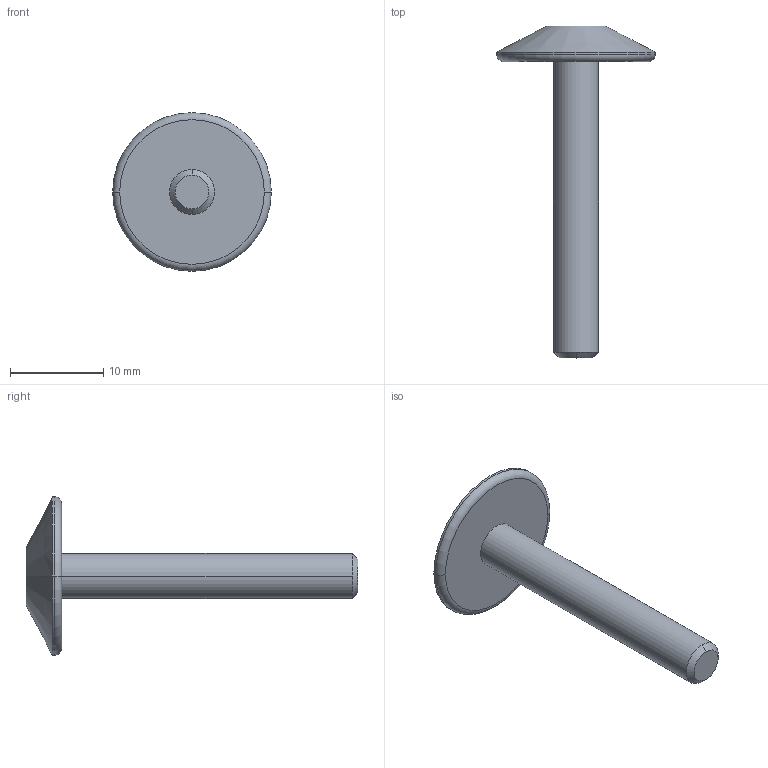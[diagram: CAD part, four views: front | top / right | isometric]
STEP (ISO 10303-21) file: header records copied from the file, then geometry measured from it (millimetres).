
FILE_DESCRIPTION (( 'STEP AP203' ), '1' );
FILE_NAME ('REV-21-3738.STEP', '2024-12-10T17:10:16', ( '' ), ( '' ), 'SwSTEP 2.0', 'SolidWorks 2022', '' );
FILE_SCHEMA (( 'CONFIG_CONTROL_DESIGN' ));
Length unit declared in the file: inch
Products named in the file (1): REV-21-3738
Bounding box: 17 x 35.56 x 17 mm (x, y, z)
Volume: 1089.4 mm3; surface area: 1046.3 mm2
Topology: 1 solids, 2 shells, 24 faces, 50 edges, 32 vertices
Faces by surface type: plane 12, cone 4, cylinder 4, torus 2, bspline 2
Entity records: 723 total; most frequent: CARTESIAN_POINT 133, DIRECTION 110, ORIENTED_EDGE 100, EDGE_CURVE 50, AXIS2_PLACEMENT_3D 41, VERTEX_POINT 32, VECTOR 28, LINE 28
